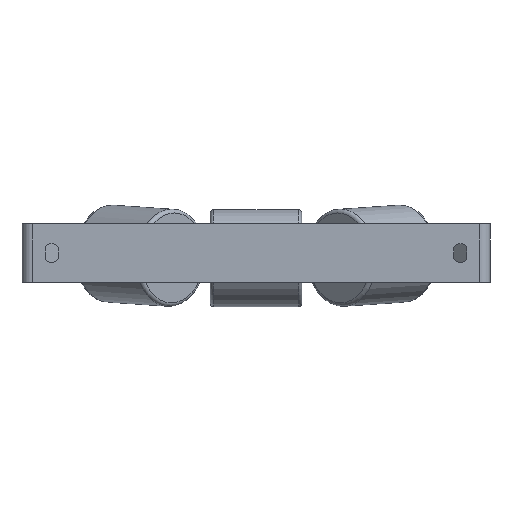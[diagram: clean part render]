
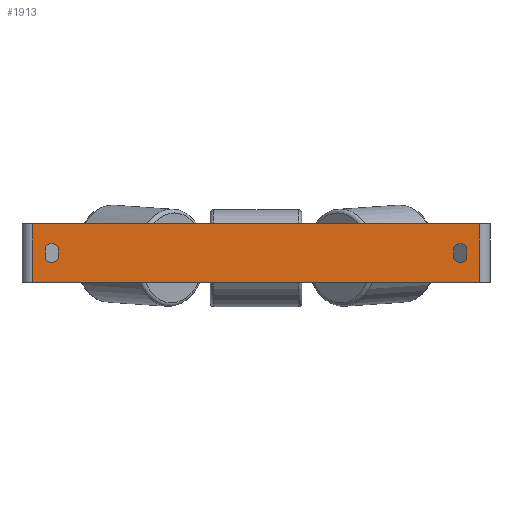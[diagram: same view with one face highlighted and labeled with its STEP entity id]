
A CAD part, front view. The second image highlights one B-rep face of the part: STEP entity #1913.
In plain terms, the highlighted planar face has unit normal (0, -1, 0).
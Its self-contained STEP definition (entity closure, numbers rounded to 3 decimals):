
#122 = DIRECTION ( 'NONE',  ( 0., 0., -1. ) ) ;
#147 = CARTESIAN_POINT ( 'NONE',  ( 306., 0., 40. ) ) ;
#249 = VERTEX_POINT ( 'NONE', #147 ) ;
#263 = DIRECTION ( 'NONE',  ( 0., 0., 1. ) ) ;
#311 = CARTESIAN_POINT ( 'NONE',  ( 279.5, 0., -3. ) ) ;
#344 = AXIS2_PLACEMENT_3D ( 'NONE', #7381, #4139, #3513 ) ;
#383 = DIRECTION ( 'NONE',  ( 0., 0., -1. ) ) ;
#507 = LINE ( 'NONE', #3152, #3511 ) ;
#538 = VERTEX_POINT ( 'NONE', #7893 ) ;
#559 = DIRECTION ( 'NONE',  ( 0., 0., -1. ) ) ;
#732 = EDGE_CURVE ( 'NONE', #1007, #2198, #6859, .T. ) ;
#776 = VECTOR ( 'NONE', #6003, 1000. ) ;
#805 = DIRECTION ( 'NONE',  ( 0., -1., 0. ) ) ;
#812 = CARTESIAN_POINT ( 'NONE',  ( 279.5, 0., -13. ) ) ;
#828 = CARTESIAN_POINT ( 'NONE',  ( -270.5, 0., -7.359 ) ) ;
#901 = ORIENTED_EDGE ( 'NONE', *, *, #2975, .T. ) ;
#1007 = VERTEX_POINT ( 'NONE', #1526 ) ;
#1048 = DIRECTION ( 'NONE',  ( 0., 0., -1. ) ) ;
#1150 = VERTEX_POINT ( 'NONE', #7579 ) ;
#1222 = ORIENTED_EDGE ( 'NONE', *, *, #4224, .F. ) ;
#1335 = VERTEX_POINT ( 'NONE', #5899 ) ;
#1360 = CARTESIAN_POINT ( 'NONE',  ( -320., 0., 40. ) ) ;
#1488 = CARTESIAN_POINT ( 'NONE',  ( -320., 0., -40. ) ) ;
#1506 = FACE_BOUND ( 'NONE', #4509, .T. ) ;
#1526 = CARTESIAN_POINT ( 'NONE',  ( -288.5, 0., 7.359 ) ) ;
#1538 = LINE ( 'NONE', #6732, #5687 ) ;
#1593 = DIRECTION ( 'NONE',  ( 0., 0., 1. ) ) ;
#1596 = VECTOR ( 'NONE', #3907, 1000. ) ;
#1746 = AXIS2_PLACEMENT_3D ( 'NONE', #5302, #7904, #7183 ) ;
#1768 = ORIENTED_EDGE ( 'NONE', *, *, #7817, .T. ) ;
#1880 = CARTESIAN_POINT ( 'NONE',  ( -270.5, 0., 7.359 ) ) ;
#1913 = ADVANCED_FACE ( 'NONE', ( #8161, #4822, #1506 ), #8116, .F. ) ;
#2009 = CIRCLE ( 'NONE', #1746, 10. ) ;
#2110 = VERTEX_POINT ( 'NONE', #2252 ) ;
#2115 = CARTESIAN_POINT ( 'NONE',  ( -279.5, 0., 3. ) ) ;
#2179 = EDGE_CURVE ( 'NONE', #1335, #8286, #2365, .T. ) ;
#2198 = VERTEX_POINT ( 'NONE', #5498 ) ;
#2226 = AXIS2_PLACEMENT_3D ( 'NONE', #8224, #6217, #383 ) ;
#2252 = CARTESIAN_POINT ( 'NONE',  ( -306., 0., -40. ) ) ;
#2273 = ORIENTED_EDGE ( 'NONE', *, *, #6351, .T. ) ;
#2365 = CIRCLE ( 'NONE', #2226, 10. ) ;
#2387 = EDGE_CURVE ( 'NONE', #1150, #538, #7543, .T. ) ;
#2471 = LINE ( 'NONE', #5069, #8420 ) ;
#2500 = AXIS2_PLACEMENT_3D ( 'NONE', #3038, #6956, #3716 ) ;
#2577 = VERTEX_POINT ( 'NONE', #812 ) ;
#2735 = EDGE_LOOP ( 'NONE', ( #8345, #3532, #5525, #1768 ) ) ;
#2934 = DIRECTION ( 'NONE',  ( 1., 0., 0. ) ) ;
#2975 = EDGE_CURVE ( 'NONE', #2577, #6446, #5099, .T. ) ;
#3038 = CARTESIAN_POINT ( 'NONE',  ( 279.5, 0., 3. ) ) ;
#3112 = LINE ( 'NONE', #1360, #1596 ) ;
#3152 = CARTESIAN_POINT ( 'NONE',  ( 288.5, 0., -7.359 ) ) ;
#3394 = CARTESIAN_POINT ( 'NONE',  ( 288.5, 0., -7.359 ) ) ;
#3417 = LINE ( 'NONE', #7895, #776 ) ;
#3428 = EDGE_CURVE ( 'NONE', #4545, #2577, #6053, .T. ) ;
#3511 = VECTOR ( 'NONE', #4467, 1000. ) ;
#3513 = DIRECTION ( 'NONE',  ( 0., 0., -1. ) ) ;
#3532 = ORIENTED_EDGE ( 'NONE', *, *, #4059, .F. ) ;
#3583 = DIRECTION ( 'NONE',  ( 0., 0., -1. ) ) ;
#3643 = DIRECTION ( 'NONE',  ( 0., 1., 0. ) ) ;
#3703 = CARTESIAN_POINT ( 'NONE',  ( 270.5, 0., -7.359 ) ) ;
#3716 = DIRECTION ( 'NONE',  ( 0., 0., 1. ) ) ;
#3907 = DIRECTION ( 'NONE',  ( 1., 0., 0. ) ) ;
#4020 = VECTOR ( 'NONE', #2934, 1000. ) ;
#4059 = EDGE_CURVE ( 'NONE', #249, #6144, #5277, .T. ) ;
#4125 = AXIS2_PLACEMENT_3D ( 'NONE', #4269, #3643, #1593 ) ;
#4139 = DIRECTION ( 'NONE',  ( 0., 1., 0. ) ) ;
#4224 = EDGE_CURVE ( 'NONE', #7753, #1007, #5777, .T. ) ;
#4269 = CARTESIAN_POINT ( 'NONE',  ( -320., 0., 40. ) ) ;
#4302 = EDGE_LOOP ( 'NONE', ( #5569, #1222, #6483, #6961, #8301 ) ) ;
#4467 = DIRECTION ( 'NONE',  ( 0., 0., -1. ) ) ;
#4486 = CARTESIAN_POINT ( 'NONE',  ( 306., 0., -40. ) ) ;
#4509 = EDGE_LOOP ( 'NONE', ( #7823, #7147, #5844, #901, #2273 ) ) ;
#4545 = VERTEX_POINT ( 'NONE', #3394 ) ;
#4713 = DIRECTION ( 'NONE',  ( 0., 0., 1. ) ) ;
#4822 = FACE_BOUND ( 'NONE', #4302, .T. ) ;
#4861 = CARTESIAN_POINT ( 'NONE',  ( -288.5, 0., -7.359 ) ) ;
#5069 = CARTESIAN_POINT ( 'NONE',  ( -306., 0., 40. ) ) ;
#5099 = CIRCLE ( 'NONE', #5369, 10. ) ;
#5277 = LINE ( 'NONE', #6472, #6335 ) ;
#5302 = CARTESIAN_POINT ( 'NONE',  ( -279.5, 0., -3. ) ) ;
#5360 = EDGE_CURVE ( 'NONE', #2110, #6144, #8003, .T. ) ;
#5369 = AXIS2_PLACEMENT_3D ( 'NONE', #311, #6193, #1048 ) ;
#5498 = CARTESIAN_POINT ( 'NONE',  ( -288.5, 0., -7.359 ) ) ;
#5525 = ORIENTED_EDGE ( 'NONE', *, *, #6618, .F. ) ;
#5569 = ORIENTED_EDGE ( 'NONE', *, *, #732, .F. ) ;
#5687 = VECTOR ( 'NONE', #263, 1000. ) ;
#5710 = VERTEX_POINT ( 'NONE', #6506 ) ;
#5777 = CIRCLE ( 'NONE', #6208, 10. ) ;
#5844 = ORIENTED_EDGE ( 'NONE', *, *, #3428, .T. ) ;
#5899 = CARTESIAN_POINT ( 'NONE',  ( -279.5, 0., -13. ) ) ;
#6003 = DIRECTION ( 'NONE',  ( 0., 0., 1. ) ) ;
#6053 = CIRCLE ( 'NONE', #344, 10. ) ;
#6144 = VERTEX_POINT ( 'NONE', #4486 ) ;
#6193 = DIRECTION ( 'NONE',  ( 0., 1., 0. ) ) ;
#6208 = AXIS2_PLACEMENT_3D ( 'NONE', #2115, #805, #4713 ) ;
#6217 = DIRECTION ( 'NONE',  ( 0., -1., 0. ) ) ;
#6335 = VECTOR ( 'NONE', #122, 1000. ) ;
#6351 = EDGE_CURVE ( 'NONE', #6446, #1150, #3417, .T. ) ;
#6446 = VERTEX_POINT ( 'NONE', #3703 ) ;
#6472 = CARTESIAN_POINT ( 'NONE',  ( 306., 0., 40. ) ) ;
#6483 = ORIENTED_EDGE ( 'NONE', *, *, #7687, .F. ) ;
#6506 = CARTESIAN_POINT ( 'NONE',  ( -306., 0., 40. ) ) ;
#6561 = EDGE_CURVE ( 'NONE', #538, #4545, #507, .T. ) ;
#6618 = EDGE_CURVE ( 'NONE', #5710, #249, #3112, .T. ) ;
#6732 = CARTESIAN_POINT ( 'NONE',  ( -270.5, 0., -7.359 ) ) ;
#6859 = LINE ( 'NONE', #4861, #7476 ) ;
#6956 = DIRECTION ( 'NONE',  ( 0., 1., 0. ) ) ;
#6961 = ORIENTED_EDGE ( 'NONE', *, *, #2179, .F. ) ;
#7147 = ORIENTED_EDGE ( 'NONE', *, *, #6561, .T. ) ;
#7183 = DIRECTION ( 'NONE',  ( 0., 0., -1. ) ) ;
#7184 = EDGE_CURVE ( 'NONE', #2198, #1335, #2009, .T. ) ;
#7381 = CARTESIAN_POINT ( 'NONE',  ( 279.5, 0., -3. ) ) ;
#7476 = VECTOR ( 'NONE', #3583, 1000. ) ;
#7543 = CIRCLE ( 'NONE', #2500, 10. ) ;
#7579 = CARTESIAN_POINT ( 'NONE',  ( 270.5, 0., 7.359 ) ) ;
#7687 = EDGE_CURVE ( 'NONE', #8286, #7753, #1538, .T. ) ;
#7753 = VERTEX_POINT ( 'NONE', #1880 ) ;
#7817 = EDGE_CURVE ( 'NONE', #5710, #2110, #2471, .T. ) ;
#7823 = ORIENTED_EDGE ( 'NONE', *, *, #2387, .T. ) ;
#7893 = CARTESIAN_POINT ( 'NONE',  ( 288.5, 0., 7.359 ) ) ;
#7895 = CARTESIAN_POINT ( 'NONE',  ( 270.5, 0., -7.359 ) ) ;
#7904 = DIRECTION ( 'NONE',  ( 0., -1., 0. ) ) ;
#8003 = LINE ( 'NONE', #1488, #4020 ) ;
#8116 = PLANE ( 'NONE',  #4125 ) ;
#8161 = FACE_OUTER_BOUND ( 'NONE', #2735, .T. ) ;
#8224 = CARTESIAN_POINT ( 'NONE',  ( -279.5, 0., -3. ) ) ;
#8286 = VERTEX_POINT ( 'NONE', #828 ) ;
#8301 = ORIENTED_EDGE ( 'NONE', *, *, #7184, .F. ) ;
#8345 = ORIENTED_EDGE ( 'NONE', *, *, #5360, .T. ) ;
#8420 = VECTOR ( 'NONE', #559, 1000. ) ;
